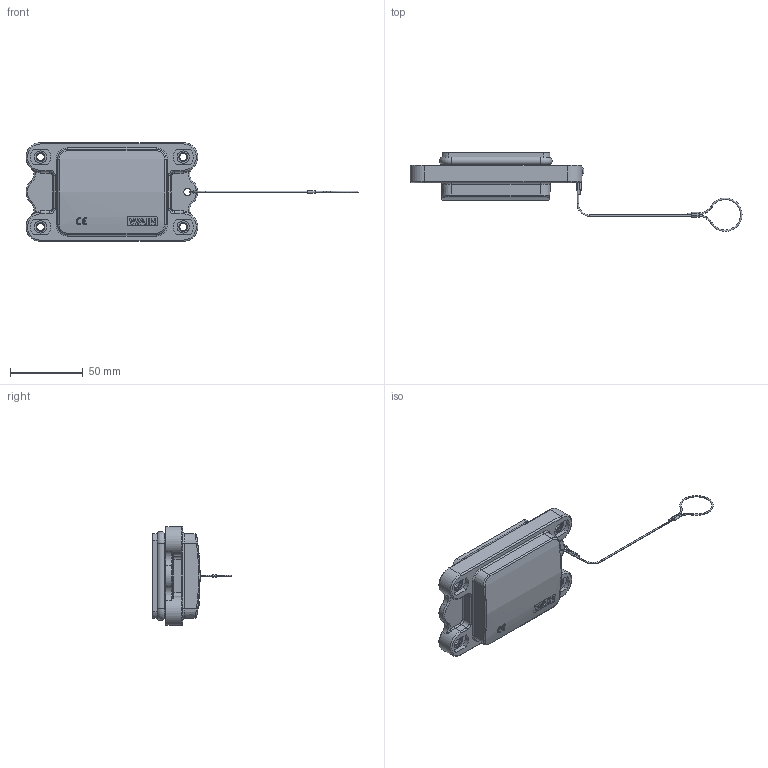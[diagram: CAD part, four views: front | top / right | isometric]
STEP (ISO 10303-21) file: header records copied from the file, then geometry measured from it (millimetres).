
FILE_DESCRIPTION((''),'2;1');
FILE_NAME('2970000004979_01-S_HP1T_H-MCV-4','2023-10-07T',('13843'),(''),'PRO/ENGINEER BY PARAMETRIC TECHNOLOGY CORPORATION, 2012480','PRO/ENGINEER BY PARAMETRIC TECHNOLOGY CORPORATION, 2012480','');
FILE_SCHEMA(('CONFIG_CONTROL_DESIGN'));
Length unit declared in the file: millimetre
Products named in the file (1): 2970000004979_01-S_HP1T_H-MCV-4
Bounding box: 228.1 x 54.2 x 68 mm (x, y, z)
Volume: 63096.6 mm3; surface area: 32971.3 mm2
Topology: 1 solids, 1 shells, 335 faces, 897 edges, 588 vertices
Faces by surface type: plane 119, cylinder 117, torus 59, cone 24, bspline 12, revolution 4
Entity records: 15065 total; most frequent: CARTESIAN_POINT 3901, ORIENTED_EDGE 1794, DIRECTION 1757, PRESENTATION_STYLE_ASSIGNMENT 898, STYLED_ITEM 898, CURVE_STYLE 897, EDGE_CURVE 897, AXIS2_PLACEMENT_3D 708
